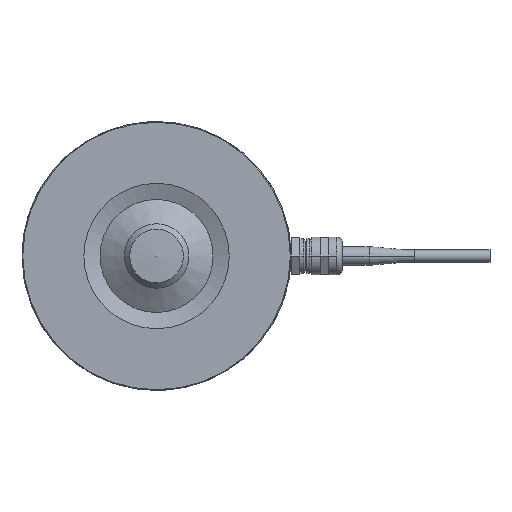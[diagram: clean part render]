
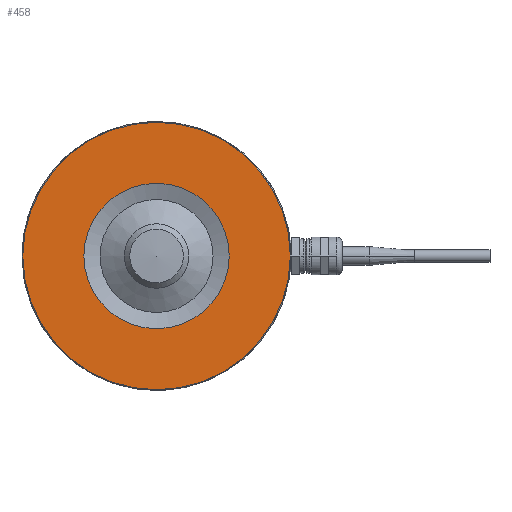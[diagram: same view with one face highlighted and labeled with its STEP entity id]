
A CAD part, front view. The second image highlights one B-rep face of the part: STEP entity #458.
In plain terms, the highlighted planar face has unit normal (0, -1, 0).
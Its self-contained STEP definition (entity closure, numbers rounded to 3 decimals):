
#458 = ADVANCED_FACE( '', ( #940, #941 ), #942, .T. );
#940 = FACE_OUTER_BOUND( '', #1534, .T. );
#941 = FACE_BOUND( '', #1535, .T. );
#942 = PLANE( '', #1536 );
#1534 = EDGE_LOOP( '', ( #2328 ) );
#1535 = EDGE_LOOP( '', ( #2329 ) );
#1536 = AXIS2_PLACEMENT_3D( '', #2330, #2331, #2332 );
#2328 = ORIENTED_EDGE( '', *, *, #3296, .T. );
#2329 = ORIENTED_EDGE( '', *, *, #3129, .F. );
#2330 = CARTESIAN_POINT( '', ( 0., -36.5, 27. ) );
#2331 = DIRECTION( '', ( 0., -1., 0. ) );
#2332 = DIRECTION( '', ( 1., 0., 0. ) );
#3129 = EDGE_CURVE( '', #3598, #3598, #3599, .T. );
#3296 = EDGE_CURVE( '', #3867, #3867, #3868, .T. );
#3598 = VERTEX_POINT( '', #4375 );
#3599 = CIRCLE( '', #4376, 27. );
#3867 = VERTEX_POINT( '', #5242 );
#3868 = CIRCLE( '', #5243, 49.7 );
#4375 = CARTESIAN_POINT( '', ( 27., -36.5, 0. ) );
#4376 = AXIS2_PLACEMENT_3D( '', #5967, #5968, #5969 );
#5242 = CARTESIAN_POINT( '', ( 49.7, -36.5, 0. ) );
#5243 = AXIS2_PLACEMENT_3D( '', #6077, #6078, #6079 );
#5967 = CARTESIAN_POINT( '', ( 0., -36.5, 0. ) );
#5968 = DIRECTION( '', ( 0., -1., 0. ) );
#5969 = DIRECTION( '', ( 1., 0., 0. ) );
#6077 = CARTESIAN_POINT( '', ( 0., -36.5, 0. ) );
#6078 = DIRECTION( '', ( 0., -1., 0. ) );
#6079 = DIRECTION( '', ( 1., 0., 0. ) );
